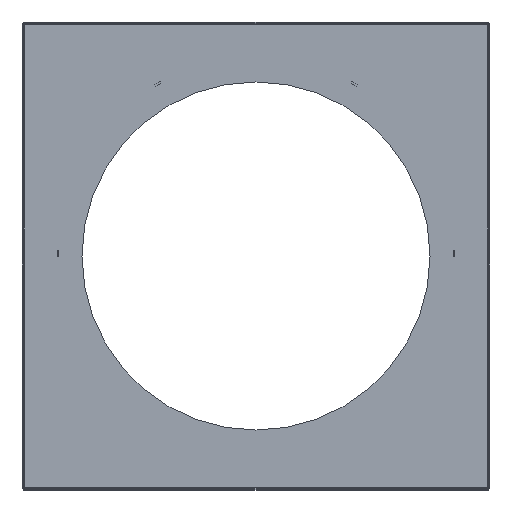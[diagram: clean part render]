
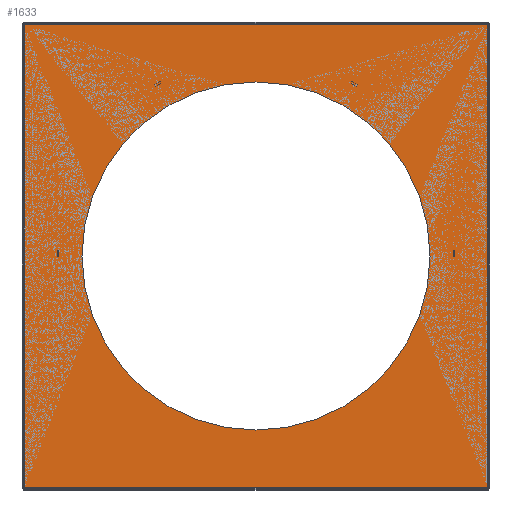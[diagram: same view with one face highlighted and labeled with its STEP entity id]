
A CAD part, top view. The second image highlights one B-rep face of the part: STEP entity #1633.
In plain terms, the highlighted planar face has unit normal (0, 0, 1).
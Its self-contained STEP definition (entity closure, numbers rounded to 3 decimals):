
#56 = DIRECTION ( 'NONE',  ( 0., -1., 0. ) ) ;
#60 = CARTESIAN_POINT ( 'NONE',  ( -198.729, 197.6, 1.2 ) ) ;
#120 = CARTESIAN_POINT ( 'NONE',  ( 197.6, -197.6, 1.2 ) ) ;
#156 = LINE ( 'NONE', #2763, #1725 ) ;
#252 = DIRECTION ( 'NONE',  ( 0., 0., -1. ) ) ;
#321 = DIRECTION ( 'NONE',  ( 0., 0., 1. ) ) ;
#464 = ORIENTED_EDGE ( 'NONE', *, *, #3514, .F. ) ;
#592 = EDGE_CURVE ( 'NONE', #2650, #1300, #3483, .T. ) ;
#593 = CARTESIAN_POINT ( 'NONE',  ( 0., 0., 1.2 ) ) ;
#750 = DIRECTION ( 'NONE',  ( 0., 1., 0. ) ) ;
#913 = ORIENTED_EDGE ( 'NONE', *, *, #592, .F. ) ;
#1083 = EDGE_LOOP ( 'NONE', ( #2530, #464, #2445, #3858 ) ) ;
#1212 = VERTEX_POINT ( 'NONE', #3871 ) ;
#1256 = EDGE_LOOP ( 'NONE', ( #913, #3346 ) ) ;
#1300 = VERTEX_POINT ( 'NONE', #3891 ) ;
#1378 = CARTESIAN_POINT ( 'NONE',  ( 197.6, 197.6, 1.2 ) ) ;
#1380 = AXIS2_PLACEMENT_3D ( 'NONE', #1814, #2970, #4041 ) ;
#1410 = EDGE_CURVE ( 'NONE', #1212, #4107, #1924, .T. ) ;
#1416 = CIRCLE ( 'NONE', #4445, 148.75 ) ;
#1452 = DIRECTION ( 'NONE',  ( 1., 0., 0. ) ) ;
#1633 = ADVANCED_FACE ( 'NONE', ( #2136, #3612 ), #2838, .F. ) ;
#1725 = VECTOR ( 'NONE', #4250, 1000. ) ;
#1814 = CARTESIAN_POINT ( 'NONE',  ( 0., 0., 1.2 ) ) ;
#1924 = LINE ( 'NONE', #60, #2240 ) ;
#2136 = FACE_BOUND ( 'NONE', #1256, .T. ) ;
#2146 = VERTEX_POINT ( 'NONE', #120 ) ;
#2181 = VECTOR ( 'NONE', #56, 1000. ) ;
#2236 = DIRECTION ( 'NONE',  ( 0., -1., 0. ) ) ;
#2240 = VECTOR ( 'NONE', #1452, 1000. ) ;
#2269 = CARTESIAN_POINT ( 'NONE',  ( -197.6, -198.729, 1.2 ) ) ;
#2293 = EDGE_CURVE ( 'NONE', #1300, #2650, #1416, .T. ) ;
#2445 = ORIENTED_EDGE ( 'NONE', *, *, #1410, .F. ) ;
#2471 = AXIS2_PLACEMENT_3D ( 'NONE', #3593, #252, #2236 ) ;
#2530 = ORIENTED_EDGE ( 'NONE', *, *, #4485, .F. ) ;
#2545 = DIRECTION ( 'NONE',  ( 1., 0., 0. ) ) ;
#2650 = VERTEX_POINT ( 'NONE', #4170 ) ;
#2763 = CARTESIAN_POINT ( 'NONE',  ( 198.729, -197.6, 1.2 ) ) ;
#2838 = PLANE ( 'NONE',  #2471 ) ;
#2970 = DIRECTION ( 'NONE',  ( 0., 0., 1. ) ) ;
#2997 = CARTESIAN_POINT ( 'NONE',  ( 197.6, 198.729, 1.2 ) ) ;
#3116 = VECTOR ( 'NONE', #750, 1000. ) ;
#3237 = CARTESIAN_POINT ( 'NONE',  ( -197.6, -197.6, 1.2 ) ) ;
#3346 = ORIENTED_EDGE ( 'NONE', *, *, #2293, .F. ) ;
#3483 = CIRCLE ( 'NONE', #1380, 148.75 ) ;
#3514 = EDGE_CURVE ( 'NONE', #4107, #2146, #4516, .T. ) ;
#3593 = CARTESIAN_POINT ( 'NONE',  ( 0., 0., 1.2 ) ) ;
#3612 = FACE_OUTER_BOUND ( 'NONE', #1083, .T. ) ;
#3778 = EDGE_CURVE ( 'NONE', #4508, #1212, #4091, .T. ) ;
#3858 = ORIENTED_EDGE ( 'NONE', *, *, #3778, .F. ) ;
#3871 = CARTESIAN_POINT ( 'NONE',  ( -197.6, 197.6, 1.2 ) ) ;
#3891 = CARTESIAN_POINT ( 'NONE',  ( 148.75, 0., 1.2 ) ) ;
#4041 = DIRECTION ( 'NONE',  ( 1., 0., 0. ) ) ;
#4091 = LINE ( 'NONE', #2269, #3116 ) ;
#4107 = VERTEX_POINT ( 'NONE', #1378 ) ;
#4170 = CARTESIAN_POINT ( 'NONE',  ( -148.75, 0., 1.2 ) ) ;
#4250 = DIRECTION ( 'NONE',  ( -1., 0., 0. ) ) ;
#4445 = AXIS2_PLACEMENT_3D ( 'NONE', #593, #321, #2545 ) ;
#4485 = EDGE_CURVE ( 'NONE', #2146, #4508, #156, .T. ) ;
#4508 = VERTEX_POINT ( 'NONE', #3237 ) ;
#4516 = LINE ( 'NONE', #2997, #2181 ) ;
